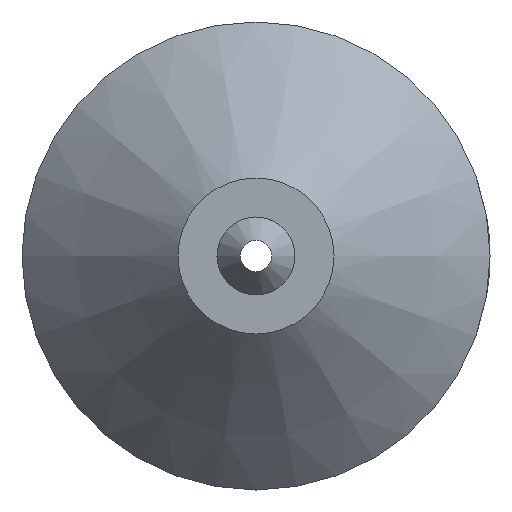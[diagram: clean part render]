
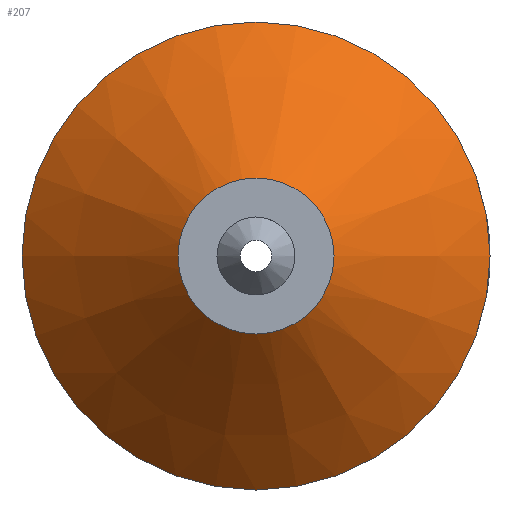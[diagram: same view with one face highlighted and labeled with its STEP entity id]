
A CAD part, front view. The second image highlights one B-rep face of the part: STEP entity #207.
In plain terms, the highlighted conical face has half-angle 45 degrees and reference radius 2 mm.
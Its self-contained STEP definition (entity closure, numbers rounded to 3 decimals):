
#36=FACE_OUTER_BOUND('',#49,.T.);
#49=EDGE_LOOP('',(#145,#146,#147,#148));
#66=LINE('',#335,#75);
#75=VECTOR('',#269,2.);
#84=CIRCLE('',#236,3.);
#85=CIRCLE('',#237,1.);
#98=VERTEX_POINT('',#332);
#99=VERTEX_POINT('',#334);
#116=EDGE_CURVE('',#98,#98,#84,.T.);
#117=EDGE_CURVE('',#98,#99,#66,.T.);
#118=EDGE_CURVE('',#99,#99,#85,.T.);
#145=ORIENTED_EDGE('',*,*,#116,.T.);
#146=ORIENTED_EDGE('',*,*,#117,.T.);
#147=ORIENTED_EDGE('',*,*,#118,.T.);
#148=ORIENTED_EDGE('',*,*,#117,.F.);
#203=CONICAL_SURFACE('',#235,2.,0.785);
#207=ADVANCED_FACE('',(#36),#203,.T.);
#235=AXIS2_PLACEMENT_3D('',#331,#265,#266);
#236=AXIS2_PLACEMENT_3D('',#333,#267,#268);
#237=AXIS2_PLACEMENT_3D('',#336,#270,#271);
#265=DIRECTION('center_axis',(0.,1.,0.));
#266=DIRECTION('ref_axis',(1.,0.,0.));
#267=DIRECTION('center_axis',(0.,-1.,0.));
#268=DIRECTION('ref_axis',(1.,0.,0.));
#269=DIRECTION('',(0.707,-0.707,0.));
#270=DIRECTION('center_axis',(0.,1.,0.));
#271=DIRECTION('ref_axis',(1.,0.,0.));
#331=CARTESIAN_POINT('Origin',(0.,1.,0.));
#332=CARTESIAN_POINT('',(-3.,2.,0.));
#333=CARTESIAN_POINT('Origin',(0.,2.,0.));
#334=CARTESIAN_POINT('',(-1.,0.,0.));
#335=CARTESIAN_POINT('',(-2.,1.,0.));
#336=CARTESIAN_POINT('Origin',(0.,0.,0.));
